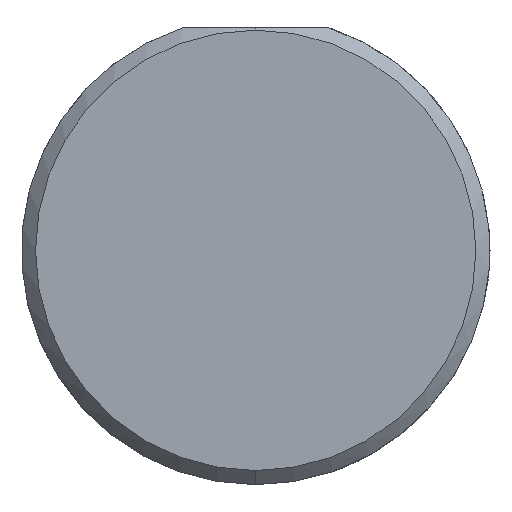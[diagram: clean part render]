
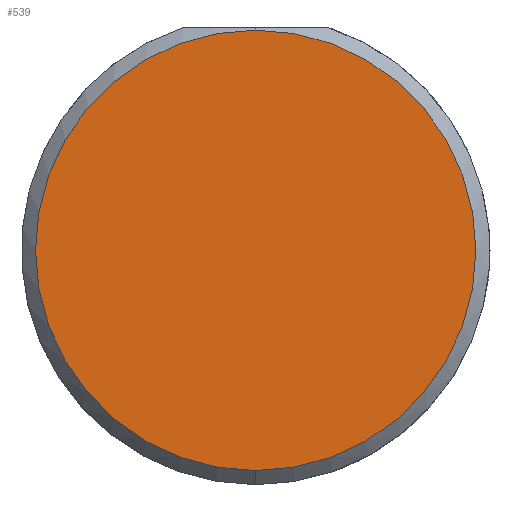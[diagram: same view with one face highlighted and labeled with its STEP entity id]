
A CAD part, left-side view. The second image highlights one B-rep face of the part: STEP entity #539.
In plain terms, the highlighted planar face has unit normal (-1, 0, 0).
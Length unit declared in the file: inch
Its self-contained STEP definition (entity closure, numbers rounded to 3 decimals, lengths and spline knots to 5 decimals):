
#140 = DIRECTION ( 'NONE',  ( 0., 0., -1. ) ) ;
#200 = EDGE_CURVE ( 'NONE', #596, #663, #803, .T. ) ;
#261 = AXIS2_PLACEMENT_3D ( 'NONE', #274, #410, #140 ) ;
#270 = DIRECTION ( 'NONE',  ( -1., 0., 0. ) ) ;
#274 = CARTESIAN_POINT ( 'NONE',  ( 0., 0., 0. ) ) ;
#282 = CIRCLE ( 'NONE', #698, 0.23485 ) ;
#362 = ORIENTED_EDGE ( 'NONE', *, *, #200, .T. ) ;
#368 = EDGE_CURVE ( 'NONE', #663, #596, #282, .T. ) ;
#410 = DIRECTION ( 'NONE',  ( 1., 0., 0. ) ) ;
#421 = EDGE_LOOP ( 'NONE', ( #362, #637 ) ) ;
#429 = CARTESIAN_POINT ( 'NONE',  ( 0., 0., 0. ) ) ;
#471 = DIRECTION ( 'NONE',  ( 0., 0., 1. ) ) ;
#480 = AXIS2_PLACEMENT_3D ( 'NONE', #535, #270, #471 ) ;
#535 = CARTESIAN_POINT ( 'NONE',  ( 0., 0., 0. ) ) ;
#539 = ADVANCED_FACE ( 'NONE', ( #674 ), #604, .F. ) ;
#588 = DIRECTION ( 'NONE',  ( -1., 0., 0. ) ) ;
#596 = VERTEX_POINT ( 'NONE', #801 ) ;
#604 = PLANE ( 'NONE',  #261 ) ;
#637 = ORIENTED_EDGE ( 'NONE', *, *, #368, .T. ) ;
#649 = DIRECTION ( 'NONE',  ( 0., 0., 1. ) ) ;
#663 = VERTEX_POINT ( 'NONE', #713 ) ;
#674 = FACE_OUTER_BOUND ( 'NONE', #421, .T. ) ;
#698 = AXIS2_PLACEMENT_3D ( 'NONE', #429, #588, #649 ) ;
#713 = CARTESIAN_POINT ( 'NONE',  ( 0., 0., 0.23485 ) ) ;
#801 = CARTESIAN_POINT ( 'NONE',  ( 0., 0., -0.23485 ) ) ;
#803 = CIRCLE ( 'NONE', #480, 0.23485 ) ;
